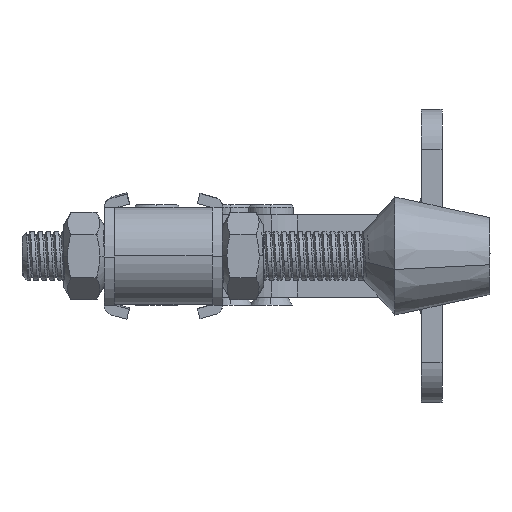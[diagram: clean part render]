
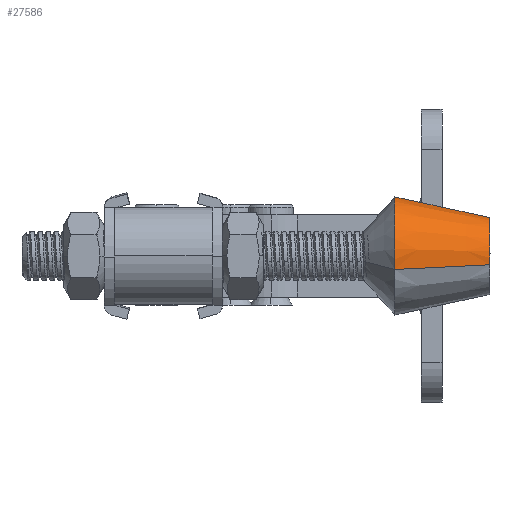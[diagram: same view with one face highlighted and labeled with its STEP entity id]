
A CAD part, left-side view. The second image highlights one B-rep face of the part: STEP entity #27586.
In plain terms, the highlighted conical face has half-angle 12.2 degrees and reference radius 11.5 mm.
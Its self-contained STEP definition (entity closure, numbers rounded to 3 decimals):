
#12200 = LINE ( 'NONE', #12206, #12259 ) ;
#12206 = CARTESIAN_POINT ( 'NONE',  ( -11.5, 0., 9.5 ) ) ;
#12207 = CARTESIAN_POINT ( 'NONE',  ( 7.5, 0., -9. ) ) ;
#12209 = CARTESIAN_POINT ( 'NONE',  ( -7.5, 0., -9. ) ) ;
#12244 = CARTESIAN_POINT ( 'NONE',  ( 11.5, 0., 9.5 ) ) ;
#12256 = CARTESIAN_POINT ( 'NONE',  ( -11.5, 0., 9.5 ) ) ;
#12258 = DIRECTION ( 'NONE',  ( -0.211, 0., 0.977 ) ) ;
#12259 = VECTOR ( 'NONE', #12258, 1000. ) ;
#12336 = DIRECTION ( 'NONE',  ( 0.211, 0., 0.977 ) ) ;
#12337 = VECTOR ( 'NONE', #12336, 1000. ) ;
#12338 = CARTESIAN_POINT ( 'NONE',  ( 11.5, 0., 9.5 ) ) ;
#12339 = LINE ( 'NONE', #12338, #12337 ) ;
#12760 = CONICAL_SURFACE ( 'NONE', #12817, 11.5, 0.213 ) ;
#12761 = FACE_OUTER_BOUND ( 'NONE', #27587, .T. ) ;
#12766 = DIRECTION ( 'NONE',  ( -1., 0., 0. ) ) ;
#12767 = DIRECTION ( 'NONE',  ( 0., 0., -1. ) ) ;
#12768 = CARTESIAN_POINT ( 'NONE',  ( 0., 0., 9.5 ) ) ;
#12769 = AXIS2_PLACEMENT_3D ( 'NONE', #12768, #12767, #12766 ) ;
#12773 = CIRCLE ( 'NONE', #12769, 11.5 ) ;
#12803 = DIRECTION ( 'NONE',  ( -1., 0., 0. ) ) ;
#12804 = DIRECTION ( 'NONE',  ( 0., 0., -1. ) ) ;
#12805 = CARTESIAN_POINT ( 'NONE',  ( 0., 0., -9. ) ) ;
#12806 = AXIS2_PLACEMENT_3D ( 'NONE', #12805, #12804, #12803 ) ;
#12807 = CIRCLE ( 'NONE', #12806, 7.5 ) ;
#12814 = DIRECTION ( 'NONE',  ( 1., 0., 0. ) ) ;
#12815 = DIRECTION ( 'NONE',  ( 0., 0., 1. ) ) ;
#12816 = CARTESIAN_POINT ( 'NONE',  ( 0., 0., 9.5 ) ) ;
#12817 = AXIS2_PLACEMENT_3D ( 'NONE', #12816, #12815, #12814 ) ;
#27310 = VERTEX_POINT ( 'NONE', #12209 ) ;
#27312 = VERTEX_POINT ( 'NONE', #12207 ) ;
#27316 = EDGE_CURVE ( 'NONE', #27310, #27318, #12200, .T. ) ;
#27318 = VERTEX_POINT ( 'NONE', #12256 ) ;
#27324 = VERTEX_POINT ( 'NONE', #12244 ) ;
#27355 = EDGE_CURVE ( 'NONE', #27312, #27324, #12339, .T. ) ;
#27583 = EDGE_CURVE ( 'NONE', #27324, #27318, #12773, .T. ) ;
#27586 = ADVANCED_FACE ( 'NONE', ( #12761 ), #12760, .T. ) ;
#27587 = EDGE_LOOP ( 'NONE', ( #27590, #27592, #27597, #27600 ) ) ;
#27590 = ORIENTED_EDGE ( 'NONE', *, *, #27316, .F. ) ;
#27592 = ORIENTED_EDGE ( 'NONE', *, *, #27595, .F. ) ;
#27595 = EDGE_CURVE ( 'NONE', #27312, #27310, #12807, .T. ) ;
#27597 = ORIENTED_EDGE ( 'NONE', *, *, #27355, .T. ) ;
#27600 = ORIENTED_EDGE ( 'NONE', *, *, #27583, .T. ) ;
